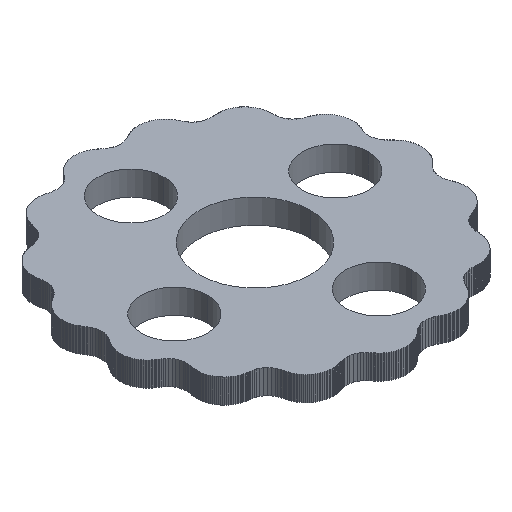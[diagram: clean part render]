
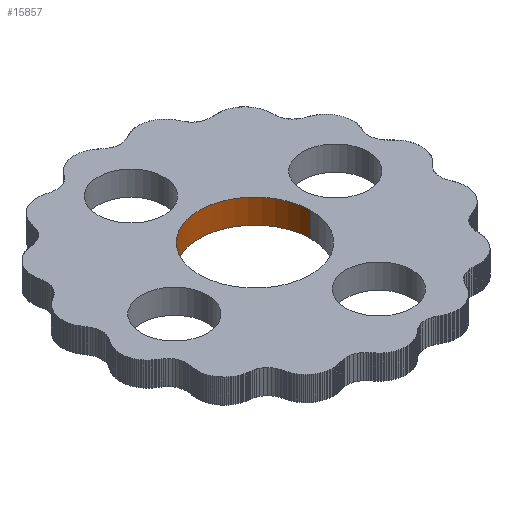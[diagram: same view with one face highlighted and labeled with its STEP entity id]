
A CAD part, isometric view. The second image highlights one B-rep face of the part: STEP entity #15857.
In plain terms, the highlighted cylindrical face has radius 16 mm (diameter 32 mm), a partial arc.
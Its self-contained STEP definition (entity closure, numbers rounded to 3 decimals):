
#433 = LINE ( 'NONE', #19403, #25479 ) ;
#1510 = CYLINDRICAL_SURFACE ( 'NONE', #1662, 16. ) ;
#1662 = AXIS2_PLACEMENT_3D ( 'NONE', #26172, #13851, #26308 ) ;
#1740 = ORIENTED_EDGE ( 'NONE', *, *, #13325, .T. ) ;
#1911 = CARTESIAN_POINT ( 'NONE',  ( 0., 0., 7. ) ) ;
#3524 = AXIS2_PLACEMENT_3D ( 'NONE', #19964, #3693, #24287 ) ;
#3693 = DIRECTION ( 'NONE',  ( 0., 0., 1. ) ) ;
#4543 = VERTEX_POINT ( 'NONE', #10450 ) ;
#4880 = CIRCLE ( 'NONE', #3524, 16. ) ;
#5587 = FACE_OUTER_BOUND ( 'NONE', #13413, .T. ) ;
#8565 = EDGE_CURVE ( 'NONE', #4543, #12893, #4880, .T. ) ;
#8670 = VECTOR ( 'NONE', #22027, 1000. ) ;
#10179 = DIRECTION ( 'NONE',  ( 0., 0., 1. ) ) ;
#10450 = CARTESIAN_POINT ( 'NONE',  ( 16., 0., 0. ) ) ;
#12037 = EDGE_CURVE ( 'NONE', #22301, #18513, #16711, .T. ) ;
#12893 = VERTEX_POINT ( 'NONE', #25525 ) ;
#13076 = CARTESIAN_POINT ( 'NONE',  ( -16., 0., 7. ) ) ;
#13325 = EDGE_CURVE ( 'NONE', #4543, #22301, #433, .T. ) ;
#13413 = EDGE_LOOP ( 'NONE', ( #15577, #16111, #1740, #14200 ) ) ;
#13767 = CARTESIAN_POINT ( 'NONE',  ( -16., 0., -1. ) ) ;
#13851 = DIRECTION ( 'NONE',  ( 0., 0., 1. ) ) ;
#14200 = ORIENTED_EDGE ( 'NONE', *, *, #12037, .T. ) ;
#15577 = ORIENTED_EDGE ( 'NONE', *, *, #21348, .F. ) ;
#15857 = ADVANCED_FACE ( 'NONE', ( #5587 ), #1510, .F. ) ;
#16111 = ORIENTED_EDGE ( 'NONE', *, *, #8565, .F. ) ;
#16711 = CIRCLE ( 'NONE', #22332, 16. ) ;
#18449 = DIRECTION ( 'NONE',  ( 1., 0., 0. ) ) ;
#18513 = VERTEX_POINT ( 'NONE', #13076 ) ;
#18807 = CARTESIAN_POINT ( 'NONE',  ( 16., 0., 7. ) ) ;
#19403 = CARTESIAN_POINT ( 'NONE',  ( 16., 0., -1. ) ) ;
#19964 = CARTESIAN_POINT ( 'NONE',  ( 0., 0., 0. ) ) ;
#21348 = EDGE_CURVE ( 'NONE', #12893, #18513, #24189, .T. ) ;
#22027 = DIRECTION ( 'NONE',  ( 0., 0., 1. ) ) ;
#22301 = VERTEX_POINT ( 'NONE', #18807 ) ;
#22332 = AXIS2_PLACEMENT_3D ( 'NONE', #1911, #10179, #18449 ) ;
#24189 = LINE ( 'NONE', #13767, #8670 ) ;
#24287 = DIRECTION ( 'NONE',  ( 1., 0., 0. ) ) ;
#25084 = DIRECTION ( 'NONE',  ( 0., 0., 1. ) ) ;
#25479 = VECTOR ( 'NONE', #25084, 1000. ) ;
#25525 = CARTESIAN_POINT ( 'NONE',  ( -16., 0., 0. ) ) ;
#26172 = CARTESIAN_POINT ( 'NONE',  ( 0., 0., -1. ) ) ;
#26308 = DIRECTION ( 'NONE',  ( 1., 0., 0. ) ) ;
